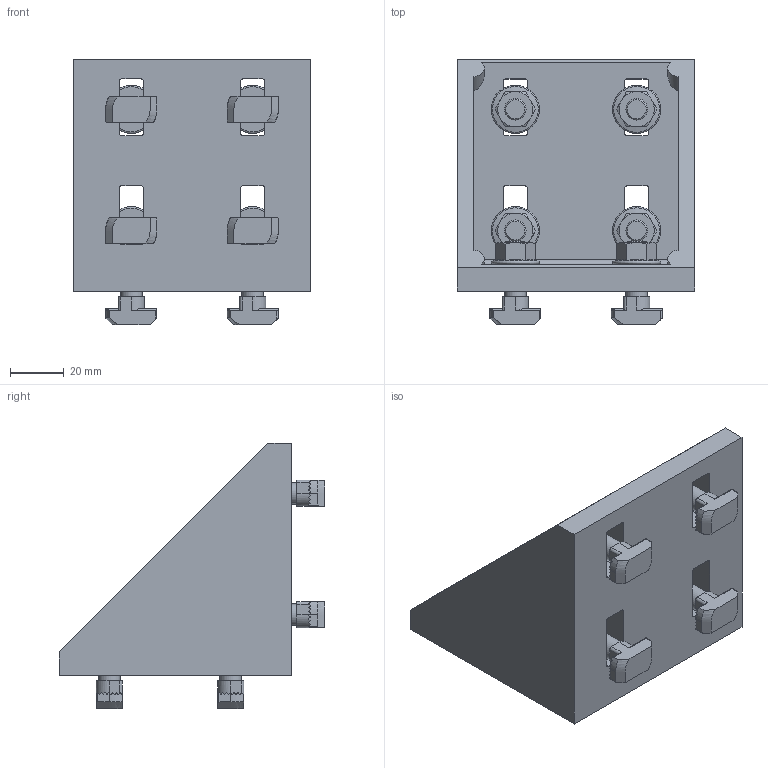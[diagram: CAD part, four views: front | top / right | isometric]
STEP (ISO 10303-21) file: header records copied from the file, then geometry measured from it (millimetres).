
FILE_DESCRIPTION(('STEP AP203'),'1');
FILE_NAME('FIXE10B1245.stp','2023-10-17T14:29:36',(' '),(' '),'Spatial InterOp 3D',' ',' ');
FILE_SCHEMA(('CONFIG_CONTROL_DESIGN'));
Length unit declared in the file: millimetre
Products named in the file (4): Kit équerre 10 90x90x90 Al; Ecrou rondelle M8; Vis tête marteau 10 M8x25 Ht 4.5; Equerre 10 90x90x90 Al brut
Assembly tree (17 placements, depth 2):
  Kit équerre 10 90x90x90 Al
    Ecrou rondelle M8  x8
    Vis tête marteau 10 M8x25 Ht 4.5  x8
    Equerre 10 90x90x90 Al brut
Bounding box: 88 x 98.3 x 98.3 mm (x, y, z)
Volume: 187868.9 mm3; surface area: 63569.3 mm2
Topology: 17 solids, 17 shells, 848 faces, 2359 edges, 1554 vertices
Faces by surface type: plane 643, cylinder 117, cone 64, bspline 16, torus 8
Full cylindrical faces by diameter (mm): 6.8 x8, 8 x8
Entity records: 7651 total; most frequent: CARTESIAN_POINT 1177, DIRECTION 1014, ORIENTED_EDGE 984, EDGE_CURVE 492, AXIS2_PLACEMENT_3D 355, VERTEX_POINT 329, LINE 304, VECTOR 304
